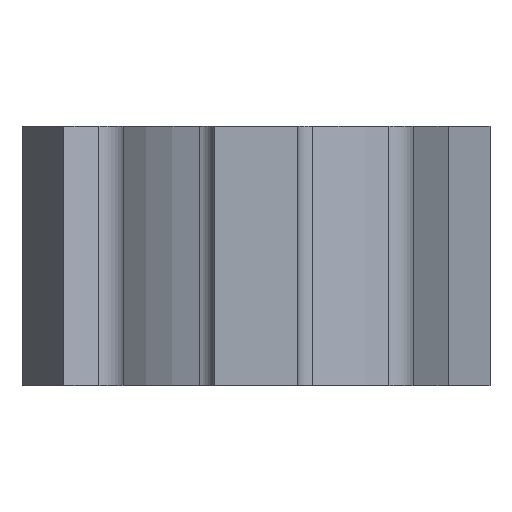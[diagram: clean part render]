
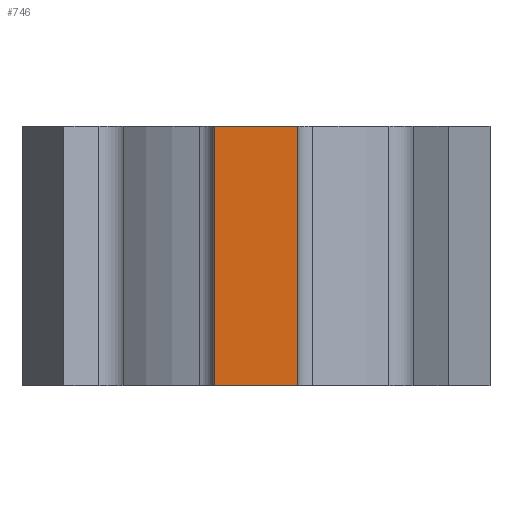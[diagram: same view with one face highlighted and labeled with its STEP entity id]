
A CAD part, top view. The second image highlights one B-rep face of the part: STEP entity #746.
In plain terms, the highlighted planar face has unit normal (0, 0, 1).
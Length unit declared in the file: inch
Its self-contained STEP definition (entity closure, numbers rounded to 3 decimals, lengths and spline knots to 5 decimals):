
#30=PLANE('',#807);
#60=FACE_OUTER_BOUND('',#99,.T.);
#99=EDGE_LOOP('',(#573,#574,#575,#576));
#142=LINE('',#1144,#214);
#147=LINE('',#1159,#219);
#173=LINE('',#1228,#245);
#174=LINE('',#1229,#246);
#214=VECTOR('',#907,0.25);
#219=VECTOR('',#920,0.25);
#245=VECTOR('',#984,0.0805);
#246=VECTOR('',#985,0.0805);
#329=VERTEX_POINT('',#1141);
#330=VERTEX_POINT('',#1143);
#335=VERTEX_POINT('',#1156);
#336=VERTEX_POINT('',#1158);
#408=EDGE_CURVE('',#330,#329,#142,.T.);
#415=EDGE_CURVE('',#335,#336,#147,.T.);
#449=EDGE_CURVE('',#330,#335,#173,.T.);
#450=EDGE_CURVE('',#336,#329,#174,.T.);
#573=ORIENTED_EDGE('',*,*,#449,.F.);
#574=ORIENTED_EDGE('',*,*,#408,.T.);
#575=ORIENTED_EDGE('',*,*,#450,.F.);
#576=ORIENTED_EDGE('',*,*,#415,.F.);
#746=ADVANCED_FACE('',(#60),#30,.T.);
#807=AXIS2_PLACEMENT_3D('',#1227,#982,#983);
#907=DIRECTION('',(0.,-1.,0.));
#920=DIRECTION('',(0.,-1.,0.));
#982=DIRECTION('center_axis',(0.,0.,1.));
#983=DIRECTION('ref_axis',(-1.,0.,0.));
#984=DIRECTION('',(1.,0.,0.));
#985=DIRECTION('',(-1.,0.,0.));
#1141=CARTESIAN_POINT('',(-0.04025,0.,0.2375));
#1143=CARTESIAN_POINT('',(-0.04025,0.25,0.2375));
#1144=CARTESIAN_POINT('',(-0.04025,0.25,0.2375));
#1156=CARTESIAN_POINT('',(0.04025,0.25,0.2375));
#1158=CARTESIAN_POINT('',(0.04025,0.,0.2375));
#1159=CARTESIAN_POINT('',(0.04025,0.25,0.2375));
#1227=CARTESIAN_POINT('Origin',(0.04025,0.25,0.2375));
#1228=CARTESIAN_POINT('',(-0.04025,0.25,0.2375));
#1229=CARTESIAN_POINT('',(-0.04025,0.,0.2375));
